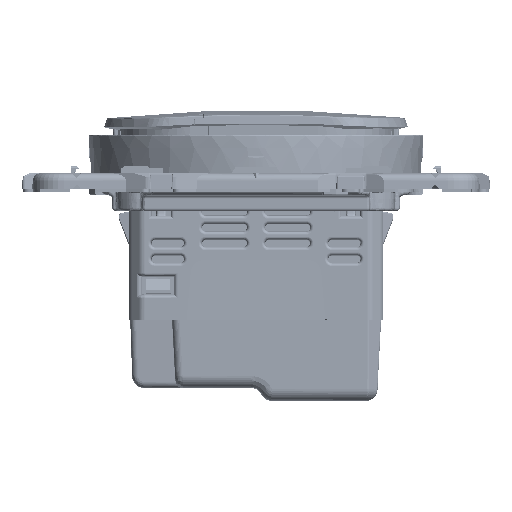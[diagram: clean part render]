
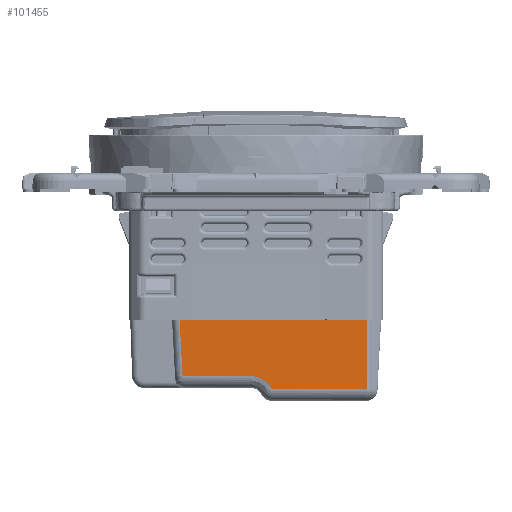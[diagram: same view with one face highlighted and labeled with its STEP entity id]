
A CAD part, left-side view. The second image highlights one B-rep face of the part: STEP entity #101455.
In plain terms, the highlighted planar face has unit normal (-1, 0, -0.009).
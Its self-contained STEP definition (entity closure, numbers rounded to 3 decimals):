
#101396=AXIS2_PLACEMENT_3D('Plane Axis2P3D',#101393,#101394,#101395) ;
#79417=CARTESIAN_POINT('Vertex',(-19.825,-11.533,-21.77)) ;
#79420=CARTESIAN_POINT('Line Origine',(-19.825,-14.575,-21.77)) ;
#79424=CARTESIAN_POINT('Vertex',(-19.825,-17.618,-21.77)) ;
#95451=CARTESIAN_POINT('Vertex',(-19.825,11.533,-21.77)) ;
#95510=CARTESIAN_POINT('Vertex',(-19.825,12.099,-21.77)) ;
#95513=CARTESIAN_POINT('Line Origine',(-19.825,11.816,-21.77)) ;
#99949=CARTESIAN_POINT('Vertex',(-19.825,-11.,-21.77)) ;
#99952=CARTESIAN_POINT('Line Origine',(-19.825,-11.266,-21.77)) ;
#101393=CARTESIAN_POINT('Axis2P3D Location',(-19.825,0.,-21.77)) ;
#101398=CARTESIAN_POINT('Line Origine',(-19.748,4.89,-30.622)) ;
#101402=CARTESIAN_POINT('Vertex',(-19.748,0.831,-30.622)) ;
#101404=CARTESIAN_POINT('Vertex',(-19.748,11.635,-30.622)) ;
#101408=CARTESIAN_POINT('Control Point',(-19.73,-2.55,-32.687)) ;
#101409=CARTESIAN_POINT('Control Point',(-19.738,-2.074,-31.76)) ;
#101410=CARTESIAN_POINT('Control Point',(-19.744,-1.256,-31.004)) ;
#101411=CARTESIAN_POINT('Control Point',(-19.748,-0.211,-30.622)) ;
#101412=CARTESIAN_POINT('Control Point',(-19.748,0.831,-30.622)) ;
#101413=CARTESIAN_POINT('Vertex',(-19.73,-2.55,-32.687)) ;
#101416=CARTESIAN_POINT('Line Origine',(-19.73,4.89,-32.687)) ;
#101420=CARTESIAN_POINT('Vertex',(-19.73,-17.578,-32.687)) ;
#101424=CARTESIAN_POINT('Control Point',(-19.73,-17.578,-32.687)) ;
#101425=CARTESIAN_POINT('Control Point',(-19.825,-17.618,-21.77)) ;
#101427=CARTESIAN_POINT('Line Origine',(-19.825,4.89,-21.77)) ;
#101431=CARTESIAN_POINT('Vertex',(-19.825,11.,-21.77)) ;
#101434=CARTESIAN_POINT('Line Origine',(-19.825,4.89,-21.77)) ;
#101440=CARTESIAN_POINT('Control Point',(-19.825,12.099,-21.77)) ;
#101441=CARTESIAN_POINT('Control Point',(-19.748,11.635,-30.622)) ;
#79421=DIRECTION('Vector Direction',(0.,-1.,0.)) ;
#95514=DIRECTION('Vector Direction',(0.,-1.,0.)) ;
#99953=DIRECTION('Vector Direction',(0.,-1.,0.)) ;
#101394=DIRECTION('Axis2P3D Direction',(-1.,-0.,-0.009)) ;
#101395=DIRECTION('Axis2P3D XDirection',(0.,-1.,0.)) ;
#101399=DIRECTION('Vector Direction',(0.,-1.,0.)) ;
#101417=DIRECTION('Vector Direction',(0.,-1.,0.)) ;
#101428=DIRECTION('Vector Direction',(0.,-1.,0.)) ;
#101435=DIRECTION('Vector Direction',(0.,-1.,0.)) ;
#79422=VECTOR('Line Direction',#79421,1.) ;
#95515=VECTOR('Line Direction',#95514,1.) ;
#99954=VECTOR('Line Direction',#99953,1.) ;
#101400=VECTOR('Line Direction',#101399,1.) ;
#101418=VECTOR('Line Direction',#101417,1.) ;
#101429=VECTOR('Line Direction',#101428,1.) ;
#101436=VECTOR('Line Direction',#101435,1.) ;
#101444=ORIENTED_EDGE('',*,*,#101406,.F.) ;
#101445=ORIENTED_EDGE('',*,*,#101415,.F.) ;
#101446=ORIENTED_EDGE('',*,*,#101422,.F.) ;
#101447=ORIENTED_EDGE('',*,*,#101426,.F.) ;
#101448=ORIENTED_EDGE('',*,*,#79426,.F.) ;
#101449=ORIENTED_EDGE('',*,*,#99956,.F.) ;
#101450=ORIENTED_EDGE('',*,*,#101433,.T.) ;
#101451=ORIENTED_EDGE('',*,*,#101438,.F.) ;
#101452=ORIENTED_EDGE('',*,*,#95517,.F.) ;
#101453=ORIENTED_EDGE('',*,*,#101442,.T.) ;
#101455=ADVANCED_FACE('PartBody',(#101454),#101397,.T.) ;
#101407=B_SPLINE_CURVE_WITH_KNOTS('',4,(#101408,#101409,#101410,#101411,#101412),.UNSPECIFIED.,.F.,.U.,(5,5),(5.544,10.203),.UNSPECIFIED.) ;
#101423=B_SPLINE_CURVE_WITH_KNOTS('',1,(#101424,#101425),.UNSPECIFIED.,.F.,.U.,(2,2),(-5.459,5.459),.UNSPECIFIED.) ;
#101439=B_SPLINE_CURVE_WITH_KNOTS('',1,(#101440,#101441),.UNSPECIFIED.,.F.,.U.,(2,2),(-5.456,3.408),.UNSPECIFIED.) ;
#79426=EDGE_CURVE('',#79418,#79425,#79423,.T.) ;
#95517=EDGE_CURVE('',#95511,#95452,#95516,.T.) ;
#99956=EDGE_CURVE('',#99950,#79418,#99955,.T.) ;
#101406=EDGE_CURVE('',#101403,#101405,#101401,.F.) ;
#101415=EDGE_CURVE('',#101414,#101403,#101407,.T.) ;
#101422=EDGE_CURVE('',#101421,#101414,#101419,.F.) ;
#101426=EDGE_CURVE('',#79425,#101421,#101423,.F.) ;
#101433=EDGE_CURVE('',#99950,#101432,#101430,.F.) ;
#101438=EDGE_CURVE('',#95452,#101432,#101437,.T.) ;
#101442=EDGE_CURVE('',#95511,#101405,#101439,.T.) ;
#101443=EDGE_LOOP('',(#101444,#101445,#101446,#101447,#101448,#101449,#101450,#101451,#101452,#101453)) ;
#101454=FACE_OUTER_BOUND('',#101443,.T.) ;
#79423=LINE('Line',#79420,#79422) ;
#95516=LINE('Line',#95513,#95515) ;
#99955=LINE('Line',#99952,#99954) ;
#101401=LINE('Line',#101398,#101400) ;
#101419=LINE('Line',#101416,#101418) ;
#101430=LINE('Line',#101427,#101429) ;
#101437=LINE('Line',#101434,#101436) ;
#101397=PLANE('',#101396) ;
#79418=VERTEX_POINT('',#79417) ;
#79425=VERTEX_POINT('',#79424) ;
#95452=VERTEX_POINT('',#95451) ;
#95511=VERTEX_POINT('',#95510) ;
#99950=VERTEX_POINT('',#99949) ;
#101403=VERTEX_POINT('',#101402) ;
#101405=VERTEX_POINT('',#101404) ;
#101414=VERTEX_POINT('',#101413) ;
#101421=VERTEX_POINT('',#101420) ;
#101432=VERTEX_POINT('',#101431) ;
